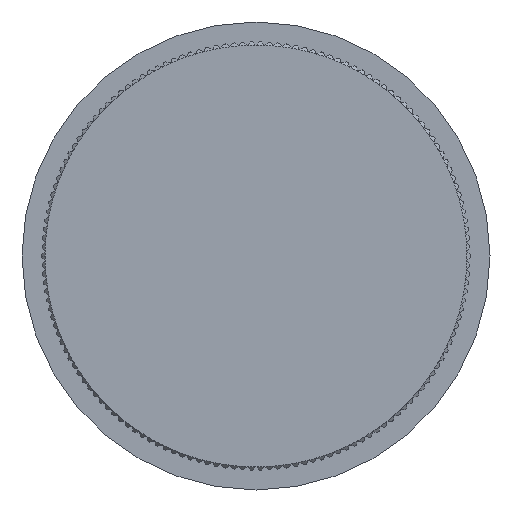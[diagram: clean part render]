
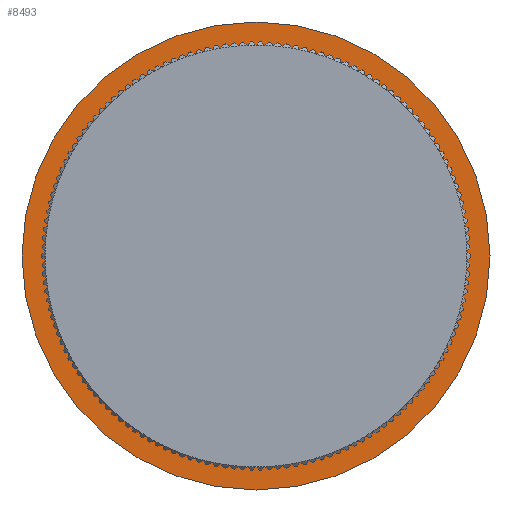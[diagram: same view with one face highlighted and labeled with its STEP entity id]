
A CAD part, left-side view. The second image highlights one B-rep face of the part: STEP entity #8493.
In plain terms, the highlighted planar face has unit normal (-1, 0, 0).
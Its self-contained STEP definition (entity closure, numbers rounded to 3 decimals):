
#1 = ORIENTED_EDGE ( 'NONE', *, *, #4301, .T. ) ;
#396 = ORIENTED_EDGE ( 'NONE', *, *, #20253, .T. ) ;
#470 = DIRECTION ( 'NONE',  ( 0., 1., 0. ) ) ;
#577 = CARTESIAN_POINT ( 'NONE',  ( 0., -19.1, 0. ) ) ;
#897 = CARTESIAN_POINT ( 'NONE',  ( 0., 0., 0. ) ) ;
#1757 = EDGE_CURVE ( 'NONE', #13692, #19442, #11991, .T. ) ;
#1987 = ORIENTED_EDGE ( 'NONE', *, *, #1757, .F. ) ;
#2246 = PLANE ( 'NONE',  #4251 ) ;
#2271 = CARTESIAN_POINT ( 'NONE',  ( 0., -21.2, 0. ) ) ;
#2532 = CARTESIAN_POINT ( 'NONE',  ( 0., 19.1, 0. ) ) ;
#2946 = CARTESIAN_POINT ( 'NONE',  ( 0., 0., 0. ) ) ;
#3789 = CARTESIAN_POINT ( 'NONE',  ( 0., 19.1, 0. ) ) ;
#4083 = VERTEX_POINT ( 'NONE', #577 ) ;
#4251 = AXIS2_PLACEMENT_3D ( 'NONE', #3789, #11560, #15038 ) ;
#4301 = EDGE_CURVE ( 'NONE', #4083, #12805, #7694, .T. ) ;
#5299 = DIRECTION ( 'NONE',  ( 1., 0., 0. ) ) ;
#5546 = EDGE_LOOP ( 'NONE', ( #396, #1 ) ) ;
#6471 = DIRECTION ( 'NONE',  ( 0., 1., 0. ) ) ;
#6686 = AXIS2_PLACEMENT_3D ( 'NONE', #8452, #5299, #470 ) ;
#6991 = AXIS2_PLACEMENT_3D ( 'NONE', #897, #10369, #18312 ) ;
#7171 = CIRCLE ( 'NONE', #15342, 19.1 ) ;
#7694 = CIRCLE ( 'NONE', #6686, 19.1 ) ;
#7702 = CARTESIAN_POINT ( 'NONE',  ( 0., 21.2, 0. ) ) ;
#8358 = AXIS2_PLACEMENT_3D ( 'NONE', #2946, #9381, #20704 ) ;
#8452 = CARTESIAN_POINT ( 'NONE',  ( 0., 0., 0. ) ) ;
#8493 = ADVANCED_FACE ( 'NONE', ( #20433, #19196 ), #2246, .T. ) ;
#9381 = DIRECTION ( 'NONE',  ( 1., 0., 0. ) ) ;
#9826 = EDGE_LOOP ( 'NONE', ( #1987, #10941 ) ) ;
#10369 = DIRECTION ( 'NONE',  ( 1., 0., 0. ) ) ;
#10941 = ORIENTED_EDGE ( 'NONE', *, *, #12628, .F. ) ;
#11008 = DIRECTION ( 'NONE',  ( 1., 0., 0. ) ) ;
#11560 = DIRECTION ( 'NONE',  ( -1., 0., 0. ) ) ;
#11991 = CIRCLE ( 'NONE', #8358, 21.2 ) ;
#12474 = CIRCLE ( 'NONE', #6991, 21.2 ) ;
#12628 = EDGE_CURVE ( 'NONE', #19442, #13692, #12474, .T. ) ;
#12805 = VERTEX_POINT ( 'NONE', #2532 ) ;
#13692 = VERTEX_POINT ( 'NONE', #7702 ) ;
#15038 = DIRECTION ( 'NONE',  ( 0., -1., 0. ) ) ;
#15342 = AXIS2_PLACEMENT_3D ( 'NONE', #20786, #11008, #6471 ) ;
#18312 = DIRECTION ( 'NONE',  ( 0., 1., 0. ) ) ;
#19196 = FACE_OUTER_BOUND ( 'NONE', #9826, .T. ) ;
#19442 = VERTEX_POINT ( 'NONE', #2271 ) ;
#20253 = EDGE_CURVE ( 'NONE', #12805, #4083, #7171, .T. ) ;
#20433 = FACE_BOUND ( 'NONE', #5546, .T. ) ;
#20704 = DIRECTION ( 'NONE',  ( 0., 1., 0. ) ) ;
#20786 = CARTESIAN_POINT ( 'NONE',  ( 0., 0., 0. ) ) ;
